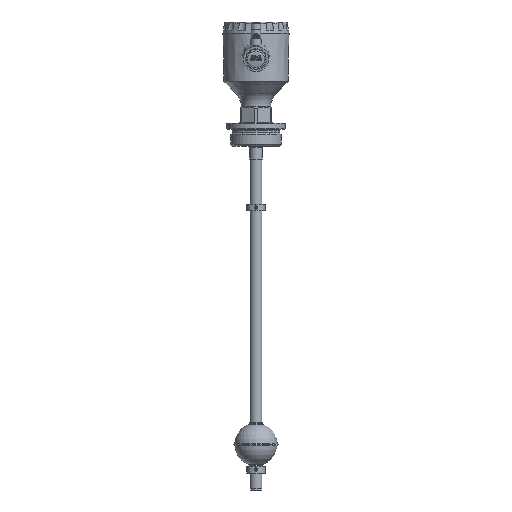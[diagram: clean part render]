
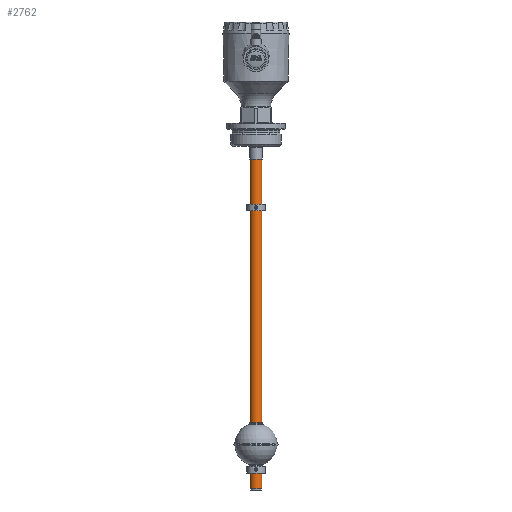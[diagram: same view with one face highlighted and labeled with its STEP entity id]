
A CAD part, front view. The second image highlights one B-rep face of the part: STEP entity #2762.
In plain terms, the highlighted cylindrical face has radius 7 mm (diameter 14 mm), a full revolution.
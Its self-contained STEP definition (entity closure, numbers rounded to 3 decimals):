
#2762=ADVANCED_FACE('',(#29573,#29575),#29577,.T.);
#29573=FACE_OUTER_BOUND('',#29574,.T.);
#29574=EDGE_LOOP('',(#64026));
#29575=FACE_OUTER_BOUND('',#29576,.T.);
#29576=EDGE_LOOP('',(#64027));
#29577=CYLINDRICAL_SURFACE('',#29578,7.);
#29578=AXIS2_PLACEMENT_3D('',#29579,#29580,#29581);
#29579=CARTESIAN_POINT('',(0.,388.5,0.));
#29580=DIRECTION('',(0.,-1.,0.));
#29581=DIRECTION('',(1.,0.,0.));
#64026=ORIENTED_EDGE('',*,*,#82389,.T.);
#64027=ORIENTED_EDGE('',*,*,#82391,.F.);
#82389=EDGE_CURVE('',#91503,#91503,#91504,.T.);
#82391=EDGE_CURVE('',#91507,#91507,#91508,.T.);
#91503=VERTEX_POINT('',#107033);
#91504=CIRCLE('',#107034,7.);
#91507=VERTEX_POINT('',#107043);
#91508=CIRCLE('',#107044,7.);
#107033=CARTESIAN_POINT('',(7.,388.5,0.));
#107034=AXIS2_PLACEMENT_3D('',#107035,#107036,#107037);
#107035=CARTESIAN_POINT('',(0.,388.5,0.));
#107036=DIRECTION('',(0.,-1.,0.));
#107037=DIRECTION('',(1.,0.,0.));
#107043=CARTESIAN_POINT('',(7.,0.,0.));
#107044=AXIS2_PLACEMENT_3D('',#107045,#107046,#107047);
#107045=CARTESIAN_POINT('',(0.,0.,0.));
#107046=DIRECTION('',(0.,-1.,0.));
#107047=DIRECTION('',(1.,0.,0.));
